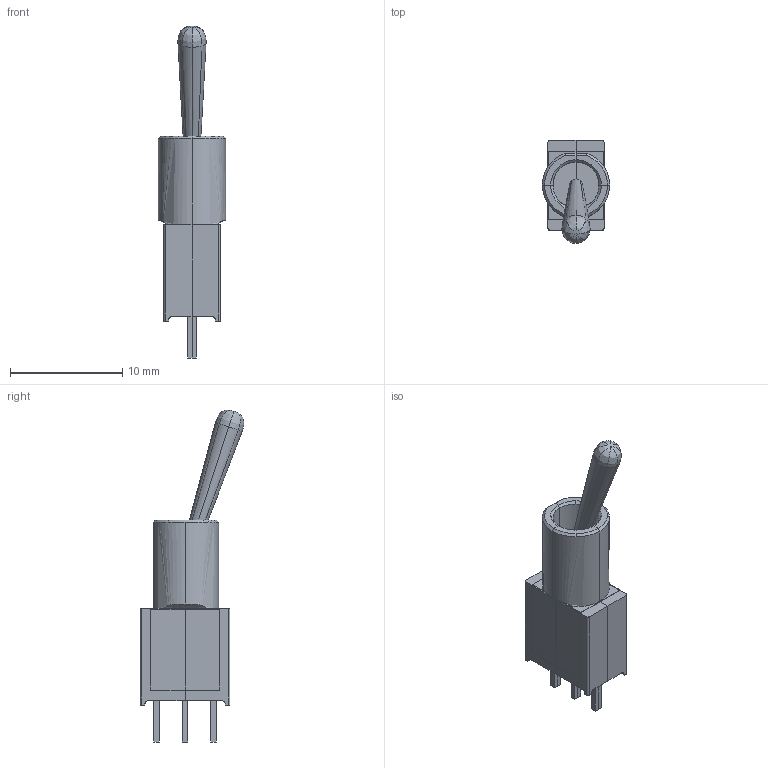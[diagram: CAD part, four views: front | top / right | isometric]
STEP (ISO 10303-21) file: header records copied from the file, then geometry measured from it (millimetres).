
FILE_DESCRIPTION(('FreeCAD Model'),'2;1');
FILE_NAME('te_connectivity_subminiature_toggle_switch.step','2018-10-31T22:22:31',('Author'),(''), 'Open CASCADE STEP processor 7.2','FreeCAD','Unknown');
FILE_SCHEMA(('AUTOMOTIVE_DESIGN_CC2 { 1 2 10303 214 -1 1 5 4 }'));
Length unit declared in the file: millimetre
Products named in the file (6): switch_metal; switch_plastic; switch_lug; pin_3; pin_1; pin_2
Bounding box: 6 x 9.23 x 29.63 mm (x, y, z)
Volume: 551.2 mm3; surface area: 856.4 mm2
Topology: 6 solids, 6 shells, 152 faces, 338 edges, 190 vertices
Faces by surface type: plane 92, bspline 52, cylinder 8
Entity records: 4943 total; most frequent: CARTESIAN_POINT 1842, ORIENTED_EDGE 660, DIRECTION 490, EDGE_CURVE 330, LINE 224, VECTOR 224, VERTEX_POINT 190, ADVANCED_FACE 152
